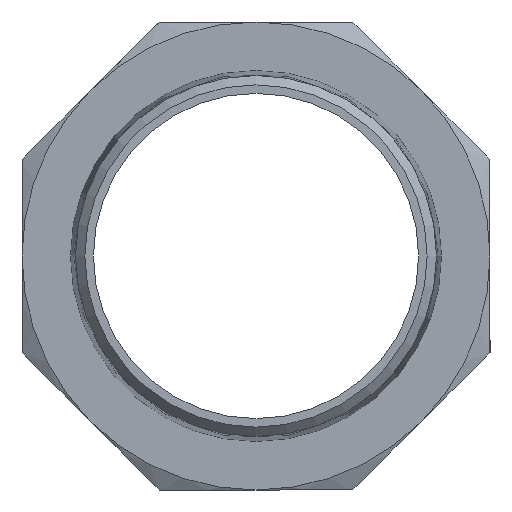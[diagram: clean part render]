
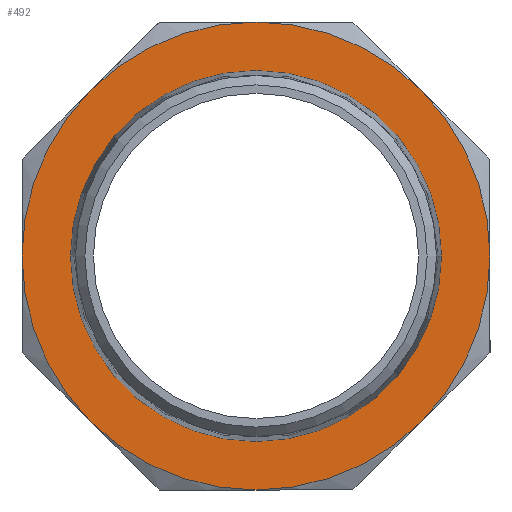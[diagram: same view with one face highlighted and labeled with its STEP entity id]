
A CAD part, left-side view. The second image highlights one B-rep face of the part: STEP entity #492.
In plain terms, the highlighted planar face has unit normal (-1, 0, 0).
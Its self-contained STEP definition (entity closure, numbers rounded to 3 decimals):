
#145=ORIENTED_EDGE('',*,*,#271,.T.);
#146=ORIENTED_EDGE('',*,*,#268,.T.);
#147=ORIENTED_EDGE('',*,*,#265,.T.);
#148=ORIENTED_EDGE('',*,*,#263,.T.);
#149=ORIENTED_EDGE('',*,*,#260,.T.);
#150=ORIENTED_EDGE('',*,*,#257,.T.);
#151=ORIENTED_EDGE('',*,*,#275,.T.);
#152=ORIENTED_EDGE('',*,*,#277,.T.);
#153=ORIENTED_EDGE('',*,*,#279,.T.);
#257=EDGE_CURVE('',#314,#316,#349,.T.);
#260=EDGE_CURVE('',#317,#314,#350,.T.);
#263=EDGE_CURVE('',#319,#317,#351,.T.);
#265=EDGE_CURVE('',#322,#319,#352,.T.);
#268=EDGE_CURVE('',#324,#322,#353,.T.);
#271=EDGE_CURVE('',#326,#324,#354,.T.);
#275=EDGE_CURVE('',#316,#328,#355,.T.);
#277=EDGE_CURVE('',#328,#326,#356,.T.);
#279=EDGE_CURVE('',#330,#330,#357,.T.);
#314=VERTEX_POINT('',#833);
#316=VERTEX_POINT('',#839);
#317=VERTEX_POINT('',#846);
#319=VERTEX_POINT('',#858);
#322=VERTEX_POINT('',#872);
#324=VERTEX_POINT('',#884);
#326=VERTEX_POINT('',#896);
#328=VERTEX_POINT('',#911);
#330=VERTEX_POINT('',#926);
#349=CIRCLE('',#545,30.15);
#350=CIRCLE('',#547,30.15);
#351=CIRCLE('',#549,30.15);
#352=CIRCLE('',#551,30.15);
#353=CIRCLE('',#553,30.15);
#354=CIRCLE('',#555,30.15);
#355=CIRCLE('',#557,30.15);
#356=CIRCLE('',#559,30.15);
#357=CIRCLE('',#561,23.9);
#384=EDGE_LOOP('',(#145,#146,#147,#148,#149,#150,#151,#152));
#385=EDGE_LOOP('',(#153));
#432=FACE_BOUND('',#384,.T.);
#433=FACE_BOUND('',#385,.T.);
#464=PLANE('',#560);
#492=ADVANCED_FACE('',(#432,#433),#464,.F.);
#545=AXIS2_PLACEMENT_3D('',#840,#630,#631);
#547=AXIS2_PLACEMENT_3D('',#852,#634,#635);
#549=AXIS2_PLACEMENT_3D('',#864,#638,#639);
#551=AXIS2_PLACEMENT_3D('',#871,#642,#643);
#553=AXIS2_PLACEMENT_3D('',#883,#646,#647);
#555=AXIS2_PLACEMENT_3D('',#895,#650,#651);
#557=AXIS2_PLACEMENT_3D('',#912,#654,#655);
#559=AXIS2_PLACEMENT_3D('',#919,#658,#659);
#560=AXIS2_PLACEMENT_3D('',#924,#660,#661);
#561=AXIS2_PLACEMENT_3D('',#925,#662,#663);
#630=DIRECTION('',(-1.,0.,0.));
#631=DIRECTION('',(0.,0.,1.));
#634=DIRECTION('',(-1.,0.,0.));
#635=DIRECTION('',(0.,0.,1.));
#638=DIRECTION('',(-1.,0.,0.));
#639=DIRECTION('',(0.,0.,1.));
#642=DIRECTION('',(-1.,0.,0.));
#643=DIRECTION('',(0.,0.,1.));
#646=DIRECTION('',(-1.,0.,0.));
#647=DIRECTION('',(0.,0.,1.));
#650=DIRECTION('',(-1.,0.,0.));
#651=DIRECTION('',(0.,0.,1.));
#654=DIRECTION('',(-1.,0.,0.));
#655=DIRECTION('',(0.,0.,1.));
#658=DIRECTION('',(-1.,0.,0.));
#659=DIRECTION('',(0.,0.,1.));
#660=DIRECTION('',(1.,0.,0.));
#661=DIRECTION('',(0.,1.,0.));
#662=DIRECTION('',(1.,0.,0.));
#663=DIRECTION('',(0.,1.,0.));
#833=CARTESIAN_POINT('',(0.,-30.15,0.));
#839=CARTESIAN_POINT('',(0.,-21.319,21.319));
#840=CARTESIAN_POINT('',(0.,0.,0.));
#846=CARTESIAN_POINT('',(0.,-21.319,-21.319));
#852=CARTESIAN_POINT('',(0.,0.,0.));
#858=CARTESIAN_POINT('',(0.,0.,-30.15));
#864=CARTESIAN_POINT('',(0.,0.,0.));
#871=CARTESIAN_POINT('',(0.,0.,0.));
#872=CARTESIAN_POINT('',(0.,21.319,-21.319));
#883=CARTESIAN_POINT('',(0.,0.,0.));
#884=CARTESIAN_POINT('',(0.,30.15,0.));
#895=CARTESIAN_POINT('',(0.,0.,0.));
#896=CARTESIAN_POINT('',(0.,21.319,21.319));
#911=CARTESIAN_POINT('',(0.,0.,30.15));
#912=CARTESIAN_POINT('',(0.,0.,0.));
#919=CARTESIAN_POINT('',(0.,0.,0.));
#924=CARTESIAN_POINT('',(0.,0.,0.));
#925=CARTESIAN_POINT('',(0.,0.,0.));
#926=CARTESIAN_POINT('',(0.,23.9,0.));
